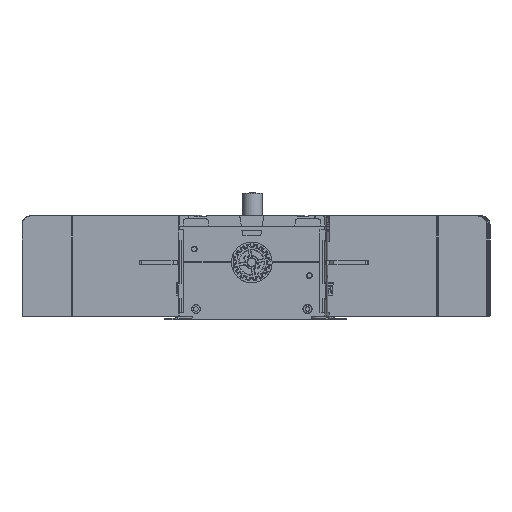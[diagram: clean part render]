
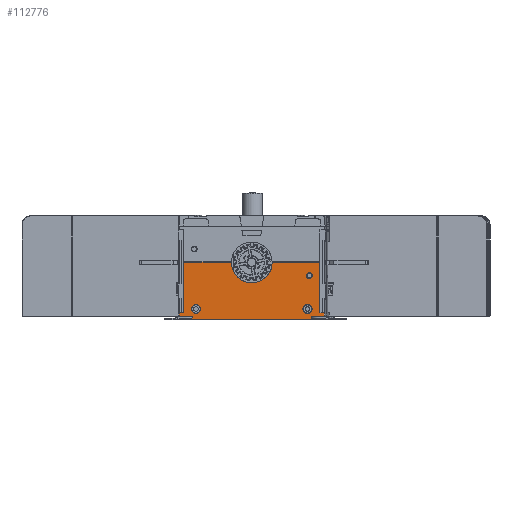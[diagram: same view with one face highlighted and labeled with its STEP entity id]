
A CAD part, front view. The second image highlights one B-rep face of the part: STEP entity #112776.
In plain terms, the highlighted planar face has unit normal (-0.024, -1, 0).
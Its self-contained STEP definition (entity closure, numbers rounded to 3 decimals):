
#29339=DIRECTION('',(1.,-0.024,0.));
#29340=VECTOR('',#29339,14.6);
#29341=CARTESIAN_POINT('',(-494.445,-40.998,
11.989));
#29342=LINE('',#29341,#29340);
#29364=DIRECTION('',(1.,-0.024,0.));
#29365=VECTOR('',#29364,14.6);
#29366=CARTESIAN_POINT('',(-350.085,-44.412,
11.989));
#29367=LINE('',#29366,#29365);
#29652=DIRECTION('',(0.,0.,1.));
#29653=VECTOR('',#29652,55.);
#29654=CARTESIAN_POINT('',(-340.488,-44.638,
15.989));
#29655=LINE('',#29654,#29653);
#29993=CARTESIAN_POINT('',(-414.967,-42.877,
70.989));
#29994=DIRECTION('',(-0.024,-1.,0.));
#29995=DIRECTION('',(-1.,0.024,0.));
#29996=AXIS2_PLACEMENT_3D('',#29993,#29994,#29995);
#29998=CARTESIAN_POINT('',(-475.95,-41.435,
19.989));
#29999=DIRECTION('',(-0.024,-1.,0.));
#30000=DIRECTION('',(-1.,0.024,0.));
#30001=AXIS2_PLACEMENT_3D('',#29998,#29999,#30000);
#30003=CARTESIAN_POINT('',(-475.95,-41.435,
19.989));
#30004=DIRECTION('',(-0.024,-1.,0.));
#30005=DIRECTION('',(1.,-0.024,0.));
#30006=AXIS2_PLACEMENT_3D('',#30003,#30004,#30005);
#30008=CARTESIAN_POINT('',(-353.984,-44.319,
19.989));
#30009=DIRECTION('',(-0.024,-1.,0.));
#30010=DIRECTION('',(-1.,0.024,0.));
#30011=AXIS2_PLACEMENT_3D('',#30008,#30009,#30010);
#30013=CARTESIAN_POINT('',(-353.984,-44.319,
19.989));
#30014=DIRECTION('',(-0.024,-1.,0.));
#30015=DIRECTION('',(1.,-0.024,0.));
#30016=AXIS2_PLACEMENT_3D('',#30013,#30014,#30015);
#30018=CARTESIAN_POINT('',(-351.985,-44.367,
56.489));
#30019=DIRECTION('',(-0.024,-1.,
0.));
#30020=DIRECTION('',(1.,-0.024,0.));
#30021=AXIS2_PLACEMENT_3D('',#30018,#30019,#30020);
#30023=CARTESIAN_POINT('',(-351.985,-44.367,
56.489));
#30024=DIRECTION('',(-0.024,-1.,
0.));
#30025=DIRECTION('',(-1.,0.024,0.));
#30026=AXIS2_PLACEMENT_3D('',#30023,#30024,#30025);
#30032=DIRECTION('',(0.,0.,-1.));
#30033=VECTOR('',#30032,4.);
#30034=CARTESIAN_POINT('',(-494.445,-40.998,
15.989));
#30035=LINE('',#30034,#30033);
#30053=DIRECTION('',(-1.,0.024,0.));
#30054=VECTOR('',#30053,5.);
#30055=CARTESIAN_POINT('',(-489.446,-41.116,
15.989));
#30056=LINE('',#30055,#30054);
#30357=DIRECTION('',(0.,0.,-1.));
#30358=VECTOR('',#30357,55.);
#30359=CARTESIAN_POINT('',(-489.446,-41.116,
70.989));
#30360=LINE('',#30359,#30358);
#30645=DIRECTION('',(-1.,0.024,0.));
#30646=VECTOR('',#30645,52.25);
#30647=CARTESIAN_POINT('',(-340.488,-44.638,
70.989));
#30648=LINE('',#30647,#30646);
#30677=DIRECTION('',(-1.,0.024,0.));
#30678=VECTOR('',#30677,52.25);
#30679=CARTESIAN_POINT('',(-437.211,-42.351,
70.989));
#30680=LINE('',#30679,#30678);
#37850=DIRECTION('',(1.,-0.024,0.));
#37851=VECTOR('',#37850,129.8);
#37852=CARTESIAN_POINT('',(-479.849,-41.343,
8.989));
#37853=LINE('',#37852,#37851);
#38763=DIRECTION('',(0.,0.,1.));
#38764=VECTOR('',#38763,3.);
#38765=CARTESIAN_POINT('',(-350.085,-44.412,
8.989));
#38766=LINE('',#38765,#38764);
#38971=DIRECTION('',(0.,0.,-1.));
#38972=VECTOR('',#38971,3.);
#38973=CARTESIAN_POINT('',(-479.849,-41.343,
11.989));
#38974=LINE('',#38973,#38972);
#39877=DIRECTION('',(0.,0.,1.));
#39878=VECTOR('',#39877,4.);
#39879=CARTESIAN_POINT('',(-335.49,-44.757,
11.989));
#39880=LINE('',#39879,#39878);
#39895=DIRECTION('',(-1.,0.024,0.));
#39896=VECTOR('',#39895,5.);
#39897=CARTESIAN_POINT('',(-335.49,-44.757,
15.989));
#39898=LINE('',#39897,#39896);
#72907=CARTESIAN_POINT('',(-489.446,-41.116,
70.989));
#72908=CARTESIAN_POINT('',(-489.446,-41.116,
15.989));
#72909=VERTEX_POINT('',#72907);
#72910=VERTEX_POINT('',#72908);
#74176=CARTESIAN_POINT('',(-479.849,-41.343,
8.989));
#74177=VERTEX_POINT('',#74176);
#74178=CARTESIAN_POINT('',(-350.085,-44.412,
8.989));
#74179=VERTEX_POINT('',#74178);
#74963=CARTESIAN_POINT('',(-335.49,-44.757,
15.989));
#74964=VERTEX_POINT('',#74963);
#74965=CARTESIAN_POINT('',(-340.488,-44.638,
15.989));
#74966=VERTEX_POINT('',#74965);
#74967=CARTESIAN_POINT('',(-335.49,-44.757,
11.989));
#74968=VERTEX_POINT('',#74967);
#74979=CARTESIAN_POINT('',(-350.085,-44.412,
11.989));
#74980=VERTEX_POINT('',#74979);
#76598=CARTESIAN_POINT('',(-494.445,-40.998,
11.989));
#76599=VERTEX_POINT('',#76598);
#76600=CARTESIAN_POINT('',(-479.849,-41.343,
11.989));
#76601=VERTEX_POINT('',#76600);
#79497=CARTESIAN_POINT('',(-494.445,-40.998,
15.989));
#79498=VERTEX_POINT('',#79497);
#79499=CARTESIAN_POINT('',(-437.211,-42.351,
70.989));
#79500=VERTEX_POINT('',#79499);
#79501=CARTESIAN_POINT('',(-392.724,-43.403,
70.989));
#79502=VERTEX_POINT('',#79501);
#79503=CARTESIAN_POINT('',(-340.488,-44.638,
70.989));
#79504=VERTEX_POINT('',#79503);
#79505=CARTESIAN_POINT('',(-480.949,-41.317,
19.989));
#79506=CARTESIAN_POINT('',(-470.952,-41.554,
19.989));
#79507=VERTEX_POINT('',#79505);
#79508=VERTEX_POINT('',#79506);
#79509=CARTESIAN_POINT('',(-358.983,-44.201,
19.989));
#79510=CARTESIAN_POINT('',(-348.986,-44.438,
19.989));
#79511=VERTEX_POINT('',#79509);
#79512=VERTEX_POINT('',#79510);
#79513=CARTESIAN_POINT('',(-348.886,-44.44,
56.489));
#79514=CARTESIAN_POINT('',(-355.084,-44.293,
56.489));
#79515=VERTEX_POINT('',#79513);
#79516=VERTEX_POINT('',#79514);
#112728=CARTESIAN_POINT('',(-414.967,-42.877,
39.989));
#112729=DIRECTION('',(0.024,1.,0.));
#112730=DIRECTION('',(1.,-0.024,0.));
#112731=AXIS2_PLACEMENT_3D('',#112728,#112729,#112730);
#112732=PLANE('',#112731);
#112734=ORIENTED_EDGE('',*,*,#112733,.F.);
#112736=ORIENTED_EDGE('',*,*,#112735,.F.);
#112738=ORIENTED_EDGE('',*,*,#112737,.F.);
#112740=ORIENTED_EDGE('',*,*,#112739,.F.);
#112742=ORIENTED_EDGE('',*,*,#112741,.T.);
#112744=ORIENTED_EDGE('',*,*,#112743,.F.);
#112745=ORIENTED_EDGE('',*,*,#112439,.F.);
#112747=ORIENTED_EDGE('',*,*,#112746,.F.);
#112749=ORIENTED_EDGE('',*,*,#112748,.F.);
#112750=ORIENTED_EDGE('',*,*,#111767,.F.);
#112752=ORIENTED_EDGE('',*,*,#112751,.F.);
#112754=ORIENTED_EDGE('',*,*,#112753,.F.);
#112756=ORIENTED_EDGE('',*,*,#112755,.F.);
#112757=ORIENTED_EDGE('',*,*,#111727,.F.);
#112758=EDGE_LOOP('',(#112734,#112736,#112738,#112740,#112742,#112744,#112745,
#112747,#112749,#112750,#112752,#112754,#112756,#112757));
#112759=FACE_OUTER_BOUND('',#112758,.F.);
#112761=ORIENTED_EDGE('',*,*,#112760,.T.);
#112763=ORIENTED_EDGE('',*,*,#112762,.T.);
#112764=EDGE_LOOP('',(#112761,#112763));
#112765=FACE_BOUND('',#112764,.F.);
#112767=ORIENTED_EDGE('',*,*,#112766,.T.);
#112769=ORIENTED_EDGE('',*,*,#112768,.T.);
#112770=EDGE_LOOP('',(#112767,#112769));
#112771=FACE_BOUND('',#112770,.F.);
#112772=ORIENTED_EDGE('',*,*,#112708,.T.);
#112773=ORIENTED_EDGE('',*,*,#112722,.T.);
#112774=EDGE_LOOP('',(#112772,#112773));
#112775=FACE_BOUND('',#112774,.F.);
#29997=CIRCLE('',#29996,22.25);
#30002=CIRCLE('',#30001,5.);
#30007=CIRCLE('',#30006,5.);
#30012=CIRCLE('',#30011,5.);
#30017=CIRCLE('',#30016,5.);
#30022=CIRCLE('',#30021,3.1);
#30027=CIRCLE('',#30026,3.1);
#111727=EDGE_CURVE('',#76599,#76601,#29342,.T.);
#111767=EDGE_CURVE('',#74980,#74968,#29367,.T.);
#112439=EDGE_CURVE('',#74966,#79504,#29655,.T.);
#112708=EDGE_CURVE('',#79515,#79516,#30022,.T.);
#112722=EDGE_CURVE('',#79516,#79515,#30027,.T.);
#112733=EDGE_CURVE('',#79498,#76599,#30035,.T.);
#112735=EDGE_CURVE('',#72910,#79498,#30056,.T.);
#112737=EDGE_CURVE('',#72909,#72910,#30360,.T.);
#112739=EDGE_CURVE('',#79500,#72909,#30680,.T.);
#112741=EDGE_CURVE('',#79500,#79502,#29997,.T.);
#112743=EDGE_CURVE('',#79504,#79502,#30648,.T.);
#112746=EDGE_CURVE('',#74964,#74966,#39898,.T.);
#112748=EDGE_CURVE('',#74968,#74964,#39880,.T.);
#112751=EDGE_CURVE('',#74179,#74980,#38766,.T.);
#112753=EDGE_CURVE('',#74177,#74179,#37853,.T.);
#112755=EDGE_CURVE('',#76601,#74177,#38974,.T.);
#112760=EDGE_CURVE('',#79507,#79508,#30002,.T.);
#112762=EDGE_CURVE('',#79508,#79507,#30007,.T.);
#112766=EDGE_CURVE('',#79511,#79512,#30012,.T.);
#112768=EDGE_CURVE('',#79512,#79511,#30017,.T.);
#112776=ADVANCED_FACE('',(#112759,#112765,#112771,#112775),#112732,.F.);
